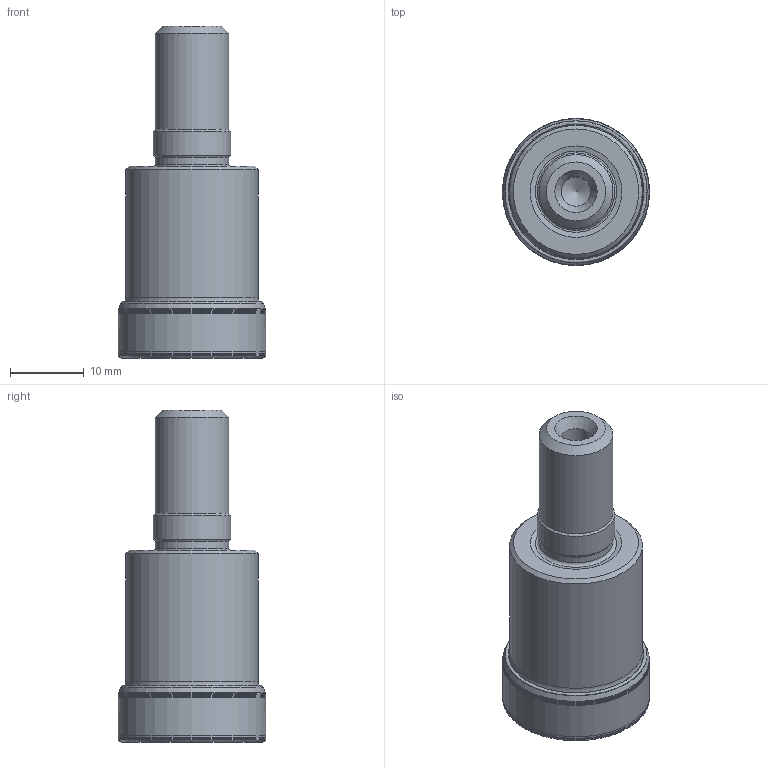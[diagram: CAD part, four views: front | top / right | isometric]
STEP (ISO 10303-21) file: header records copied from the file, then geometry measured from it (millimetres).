
FILE_DESCRIPTION(/* description */ (''),/* implementation_level */ '2;1');
FILE_NAME(/* name */ '20A2R026M10_STN10_C_115009305ndi000_00_SIM.stp',/* time_stamp */ '2020-02-28T11:53:14+01:00',/* author */ (''),/* organization */ (''),/* preprocessor_version */ 'ST-DEVELOPER v16.7',/* originating_system */ 'SIEMENS PLM Software NX 12.0',/* authorisation */ '');
FILE_SCHEMA (('AUTOMOTIVE_DESIGN { 1 0 10303 214 3 1 1 1 }'));
Length unit declared in the file: millimetre
Products named in the file (1): lf193BA05D64d8r8
Bounding box: 19.98 x 19.98 x 45 mm (x, y, z)
Volume: 9203.5 mm3; surface area: 3985.7 mm2
Topology: 2 solids, 2 shells, 65 faces, 134 edges, 71 vertices
Faces by surface type: revolution 39, cone 12, cylinder 6, torus 6, plane 2
Full cylindrical faces by diameter (mm): 4 x1, 10 x2, 10.5 x1, 18 x1, 18.8 x1
Entity records: 1620 total; most frequent: CARTESIAN_POINT 471, DIRECTION 221, FACE_BOUND 130, EDGE_LOOP 128, ORIENTED_EDGE 128, AXIS2_PLACEMENT_3D 91, VERTEX_POINT 66, ADVANCED_FACE 65
